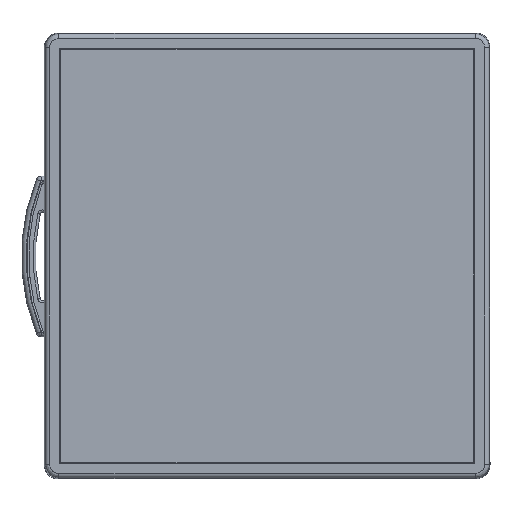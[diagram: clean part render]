
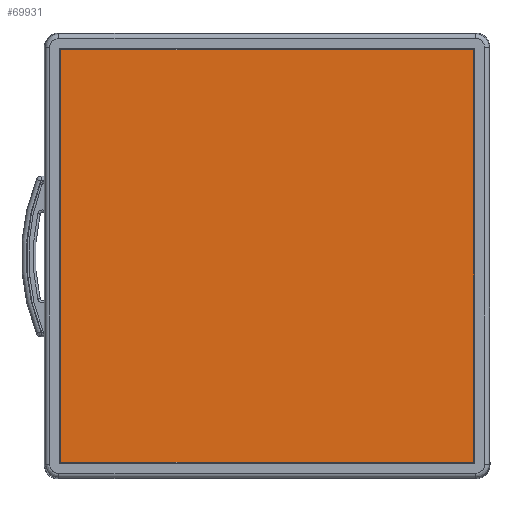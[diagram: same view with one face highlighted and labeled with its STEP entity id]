
A CAD part, top view. The second image highlights one B-rep face of the part: STEP entity #69931.
In plain terms, the highlighted planar face has unit normal (0, 0, 1).
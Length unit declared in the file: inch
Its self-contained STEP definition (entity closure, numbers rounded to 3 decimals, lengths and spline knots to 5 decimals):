
#69777=CARTESIAN_POINT('',(0.0,0.0,0.06));
#69778=VERTEX_POINT('',#69777);
#69779=CARTESIAN_POINT('',(0.0,3.5,0.06));
#69780=VERTEX_POINT('',#69779);
#69781=CARTESIAN_POINT('',(0.0,0.0,0.06));
#69782=DIRECTION('',(0.0,1.0,0.0));
#69783=VECTOR('',#69782,3.5);
#69784=LINE('',#69781,#69783);
#69785=EDGE_CURVE('',#69778,#69780,#69784,.T.);
#69817=CARTESIAN_POINT('',(3.5,3.5,0.06));
#69818=VERTEX_POINT('',#69817);
#69819=CARTESIAN_POINT('',(0.0,3.5,0.06));
#69820=DIRECTION('',(1.0,0.0,0.0));
#69821=VECTOR('',#69820,3.5);
#69822=LINE('',#69819,#69821);
#69823=EDGE_CURVE('',#69780,#69818,#69822,.T.);
#69848=CARTESIAN_POINT('',(3.5,0.0,0.06));
#69849=VERTEX_POINT('',#69848);
#69850=CARTESIAN_POINT('',(3.5,3.5,0.06));
#69851=DIRECTION('',(0.0,-1.0,0.0));
#69852=VECTOR('',#69851,3.5);
#69853=LINE('',#69850,#69852);
#69854=EDGE_CURVE('',#69818,#69849,#69853,.T.);
#69879=CARTESIAN_POINT('',(3.5,0.0,0.06));
#69880=DIRECTION('',(-1.0,0.0,0.0));
#69881=VECTOR('',#69880,3.5);
#69882=LINE('',#69879,#69881);
#69883=EDGE_CURVE('',#69849,#69778,#69882,.T.);
#69920=CARTESIAN_POINT('',(1.75,1.75,0.06));
#69921=DIRECTION('',(0.0,0.0,1.0));
#69922=DIRECTION('',(1.0,0.0,0.0));
#69923=AXIS2_PLACEMENT_3D('',#69920,#69921,#69922);
#69924=PLANE('',#69923);
#69925=ORIENTED_EDGE('',*,*,#69785,.F.);
#69926=ORIENTED_EDGE('',*,*,#69883,.F.);
#69927=ORIENTED_EDGE('',*,*,#69854,.F.);
#69928=ORIENTED_EDGE('',*,*,#69823,.F.);
#69929=EDGE_LOOP('',(#69925,#69926,#69927,#69928));
#69930=FACE_OUTER_BOUND('',#69929,.T.);
#69931=ADVANCED_FACE('',(#69930),#69924,.T.);
